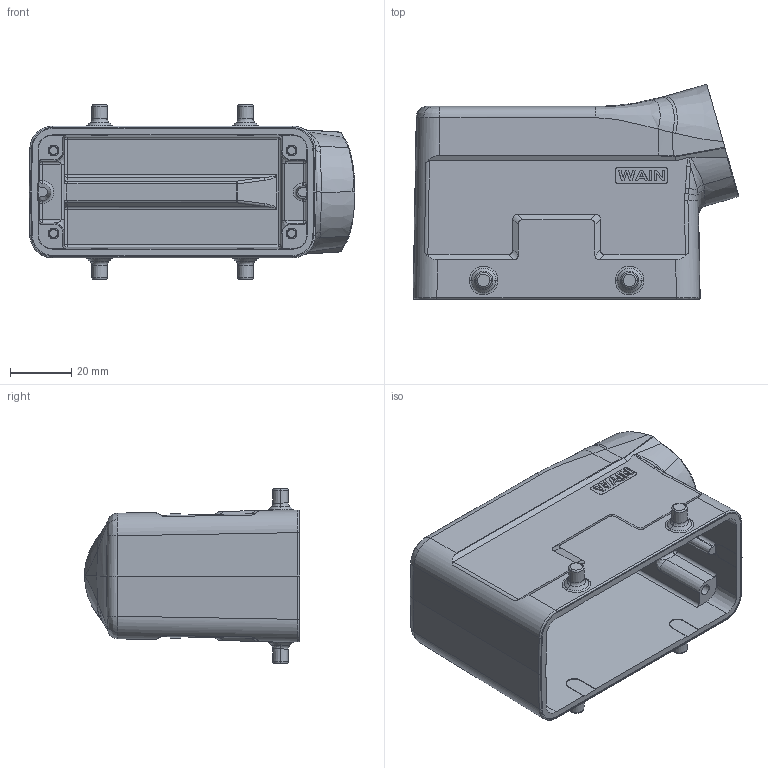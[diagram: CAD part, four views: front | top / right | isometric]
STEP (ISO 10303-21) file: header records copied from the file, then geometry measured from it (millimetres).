
FILE_DESCRIPTION((''),'2;1');
FILE_NAME('W16B-SE','2017-09-20T',('wl.kang'),(''),'PRO/ENGINEER BY PARAMETRIC TECHNOLOGY CORPORATION, 2012480','PRO/ENGINEER BY PARAMETRIC TECHNOLOGY CORPORATION, 2012480','');
FILE_SCHEMA(('AUTOMOTIVE_DESIGN { 1 0 10303 214 1 1 1 1 }'));
Length unit declared in the file: millimetre
Products named in the file (1): W16B-SE
Bounding box: 106.1 x 70.09 x 57 mm (x, y, z)
Volume: 66944.5 mm3; surface area: 40066.1 mm2
Topology: 1 solids, 1 shells, 445 faces, 1091 edges, 675 vertices
Faces by surface type: plane 196, cylinder 107, bspline 82, cone 28, sphere 18, torus 10, extrusion 4
Entity records: 18984 total; most frequent: CARTESIAN_POINT 8824, ORIENTED_EDGE 2182, DIRECTION 1802, EDGE_CURVE 1091, VERTEX_POINT 675, VECTOR 632, LINE 628, AXIS2_PLACEMENT_3D 585
